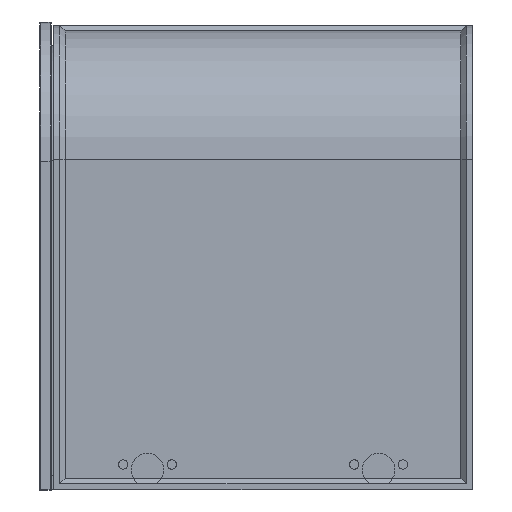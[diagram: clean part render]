
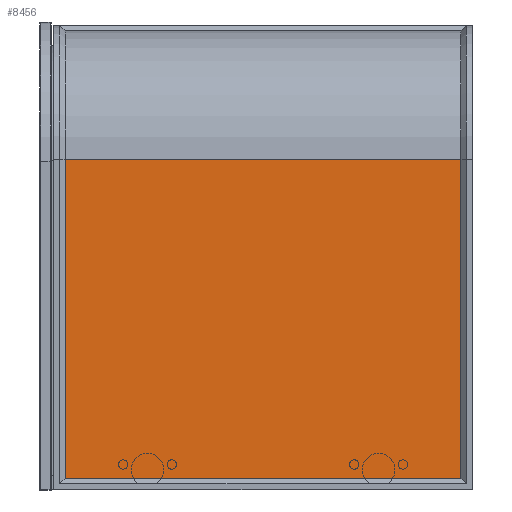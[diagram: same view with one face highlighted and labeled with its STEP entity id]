
A CAD part, left-side view. The second image highlights one B-rep face of the part: STEP entity #8456.
In plain terms, the highlighted planar face has unit normal (-1, 0, 0).
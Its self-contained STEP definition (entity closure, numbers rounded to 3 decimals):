
#129 = VERTEX_POINT ( 'NONE', #504 ) ;
#360 = FACE_OUTER_BOUND ( 'NONE', #11006, .T. ) ;
#493 = DIRECTION ( 'NONE',  ( 0., 0., -1. ) ) ;
#504 = CARTESIAN_POINT ( 'NONE',  ( -77.5, 435., -236. ) ) ;
#1396 = CARTESIAN_POINT ( 'NONE',  ( -77.5, 6.5, -236. ) ) ;
#1537 = DIRECTION ( 'NONE',  ( 0., 0., 1. ) ) ;
#2288 = EDGE_CURVE ( 'NONE', #129, #7308, #10947, .T. ) ;
#2473 = LINE ( 'NONE', #4514, #3489 ) ;
#2515 = EDGE_CURVE ( 'NONE', #4208, #4898, #4088, .T. ) ;
#2695 = ORIENTED_EDGE ( 'NONE', *, *, #4709, .T. ) ;
#3484 = DIRECTION ( 'NONE',  ( 0., 0., 1. ) ) ;
#3489 = VECTOR ( 'NONE', #3484, 1000. ) ;
#3672 = DIRECTION ( 'NONE',  ( -1., 0., 0. ) ) ;
#3902 = CARTESIAN_POINT ( 'NONE',  ( -77.5, 435., 105. ) ) ;
#4088 = LINE ( 'NONE', #7361, #8780 ) ;
#4208 = VERTEX_POINT ( 'NONE', #3902 ) ;
#4514 = CARTESIAN_POINT ( 'NONE',  ( -77.5, 12., 105. ) ) ;
#4709 = EDGE_CURVE ( 'NONE', #4208, #129, #9748, .T. ) ;
#4898 = VERTEX_POINT ( 'NONE', #11911 ) ;
#5455 = AXIS2_PLACEMENT_3D ( 'NONE', #12138, #3672, #1537 ) ;
#5631 = DIRECTION ( 'NONE',  ( 0., -1., 0. ) ) ;
#5664 = VECTOR ( 'NONE', #493, 1000. ) ;
#6035 = ORIENTED_EDGE ( 'NONE', *, *, #2288, .T. ) ;
#7308 = VERTEX_POINT ( 'NONE', #12767 ) ;
#7361 = CARTESIAN_POINT ( 'NONE',  ( -77.5, 961.831, 105. ) ) ;
#8456 = ADVANCED_FACE ( 'NONE', ( #360 ), #13060, .T. ) ;
#8780 = VECTOR ( 'NONE', #10584, 1000. ) ;
#9002 = ORIENTED_EDGE ( 'NONE', *, *, #11385, .T. ) ;
#9748 = LINE ( 'NONE', #11146, #5664 ) ;
#10314 = ORIENTED_EDGE ( 'NONE', *, *, #2515, .F. ) ;
#10584 = DIRECTION ( 'NONE',  ( 0., -1., 0. ) ) ;
#10947 = LINE ( 'NONE', #1396, #11262 ) ;
#11006 = EDGE_LOOP ( 'NONE', ( #6035, #9002, #10314, #2695 ) ) ;
#11146 = CARTESIAN_POINT ( 'NONE',  ( -77.5, 435., -241.5 ) ) ;
#11262 = VECTOR ( 'NONE', #5631, 1000. ) ;
#11385 = EDGE_CURVE ( 'NONE', #7308, #4898, #2473, .T. ) ;
#11911 = CARTESIAN_POINT ( 'NONE',  ( -77.5, 12., 105. ) ) ;
#12138 = CARTESIAN_POINT ( 'NONE',  ( -77.5, 961.831, -241.5 ) ) ;
#12767 = CARTESIAN_POINT ( 'NONE',  ( -77.5, 12., -236. ) ) ;
#13060 = PLANE ( 'NONE',  #5455 ) ;
